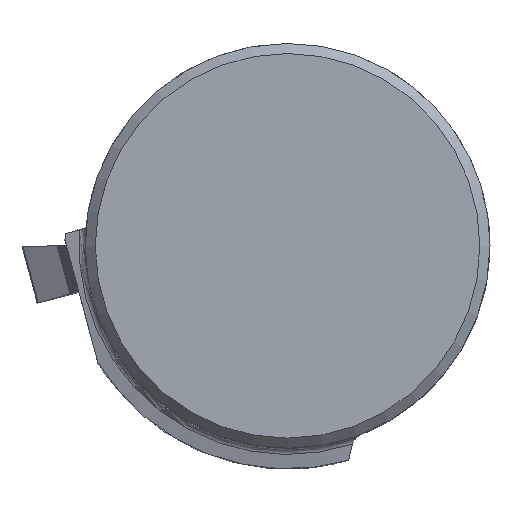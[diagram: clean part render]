
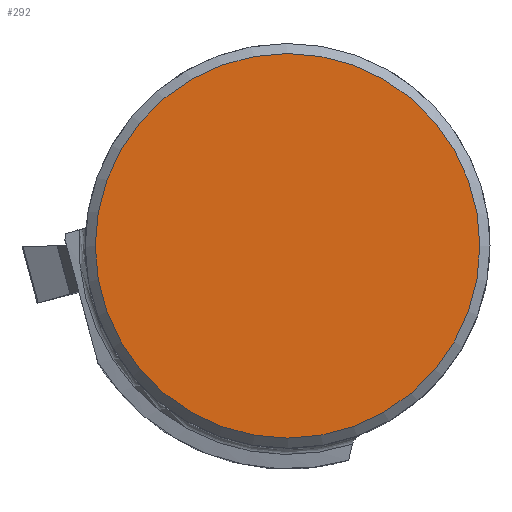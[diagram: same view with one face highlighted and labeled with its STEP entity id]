
A CAD part, top view. The second image highlights one B-rep face of the part: STEP entity #292.
In plain terms, the highlighted planar face has unit normal (0, 0, 1).
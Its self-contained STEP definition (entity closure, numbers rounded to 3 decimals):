
#215=CIRCLE('',#1994,19.);
#292=ADVANCED_FACE('',(#426),#346,.F.);
#346=PLANE('',#1996);
#426=FACE_OUTER_BOUND('',#522,.T.);
#522=EDGE_LOOP('',(#1015));
#1015=ORIENTED_EDGE('',*,*,#1484,.F.);
#1242=VERTEX_POINT('',#3965);
#1484=EDGE_CURVE('',#1242,#1242,#215,.T.);
#1994=AXIS2_PLACEMENT_3D('',#3964,#2437,#2438);
#1996=AXIS2_PLACEMENT_3D('',#3967,#2441,#2442);
#2437=DIRECTION('',(0.,0.,-1.));
#2438=DIRECTION('',(1.,0.,0.));
#2441=DIRECTION('',(0.,0.,-1.));
#2442=DIRECTION('',(-1.,0.,0.));
#3964=CARTESIAN_POINT('',(0.,0.,0.325));
#3965=CARTESIAN_POINT('',(19.,0.,0.325));
#3967=CARTESIAN_POINT('',(0.,19.,0.325));
